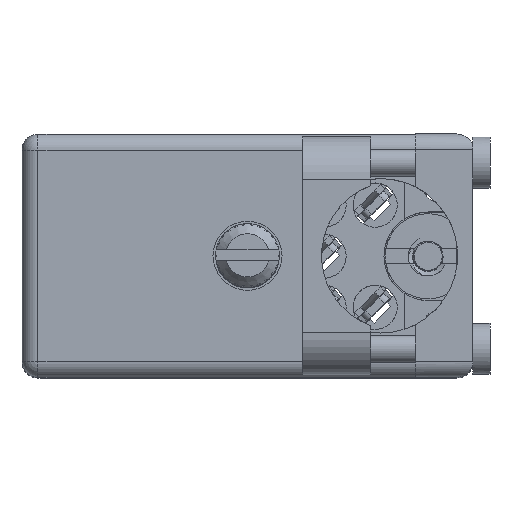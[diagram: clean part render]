
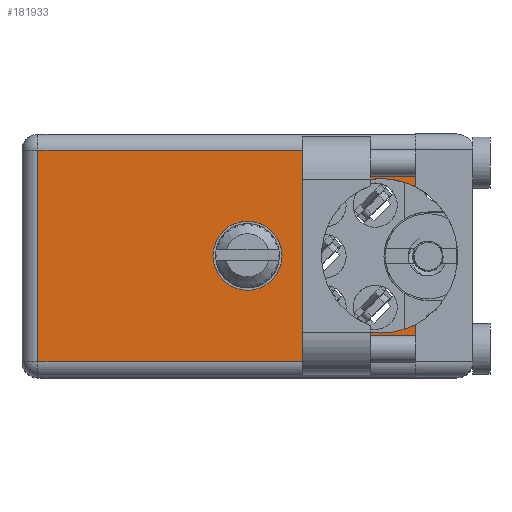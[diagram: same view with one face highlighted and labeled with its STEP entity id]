
A CAD part, top view. The second image highlights one B-rep face of the part: STEP entity #181933.
In plain terms, the highlighted face is planar.
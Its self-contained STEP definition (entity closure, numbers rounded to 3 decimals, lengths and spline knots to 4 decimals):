
#638 = CARTESIAN_POINT ( 'NONE',  ( 0.047, 0.906, -0.715 ) ) ;
#2633 = DIRECTION ( 'NONE',  ( 0., 0., 1. ) ) ;
#2743 = VERTEX_POINT ( 'NONE', #129155 ) ;
#3596 = CARTESIAN_POINT ( 'NONE',  ( 1.155, 0.906, 0. ) ) ;
#4040 = DIRECTION ( 'NONE',  ( 0., 1., 0. ) ) ;
#4271 = VECTOR ( 'NONE', #2633, 39.3701 ) ;
#8374 = DIRECTION ( 'NONE',  ( 0., 0., 1. ) ) ;
#9600 = CARTESIAN_POINT ( 'NONE',  ( 0., 0.906, -0.668 ) ) ;
#9663 = ORIENTED_EDGE ( 'NONE', *, *, #15413, .F. ) ;
#9973 = CIRCLE ( 'NONE', #57146, 0.227 ) ;
#11634 = CARTESIAN_POINT ( 'NONE',  ( 1.155, 0.906, -0.047 ) ) ;
#11755 = DIRECTION ( 'NONE',  ( 0., 0., 1. ) ) ;
#15413 = EDGE_CURVE ( 'NONE', #68867, #30354, #50696, .T. ) ;
#19080 = CARTESIAN_POINT ( 'NONE',  ( 0.6625, 0.906, -0.256 ) ) ;
#19258 = CIRCLE ( 'NONE', #128987, 0.1015 ) ;
#21289 = ORIENTED_EDGE ( 'NONE', *, *, #109604, .T. ) ;
#29024 = EDGE_CURVE ( 'NONE', #2743, #131102, #119484, .T. ) ;
#30354 = VERTEX_POINT ( 'NONE', #81803 ) ;
#30398 = VECTOR ( 'NONE', #165967, 39.3701 ) ;
#33535 = DIRECTION ( 'NONE',  ( 0., 0., 1. ) ) ;
#34986 = VERTEX_POINT ( 'NONE', #129726 ) ;
#37930 = VERTEX_POINT ( 'NONE', #108234 ) ;
#40427 = CARTESIAN_POINT ( 'NONE',  ( 1.053, 0.906, -0.3575 ) ) ;
#43516 = EDGE_CURVE ( 'NONE', #34986, #97893, #81163, .T. ) ;
#44776 = DIRECTION ( 'NONE',  ( 0., 1., 0. ) ) ;
#44990 = VERTEX_POINT ( 'NONE', #11634 ) ;
#50696 = CIRCLE ( 'NONE', #110195, 0.227 ) ;
#50724 = CARTESIAN_POINT ( 'NONE',  ( 1.155, 0.906, -0.5603 ) ) ;
#51702 = DIRECTION ( 'NONE',  ( 0., 1., 0. ) ) ;
#55868 = DIRECTION ( 'NONE',  ( 0., 0., 1. ) ) ;
#57146 = AXIS2_PLACEMENT_3D ( 'NONE', #179449, #74448, #55868 ) ;
#60238 = VECTOR ( 'NONE', #86218, 39.3701 ) ;
#60383 = AXIS2_PLACEMENT_3D ( 'NONE', #83056, #51702, #8374 ) ;
#68867 = VERTEX_POINT ( 'NONE', #132215 ) ;
#72620 = CARTESIAN_POINT ( 'NONE',  ( 1.053, 0.906, -0.3575 ) ) ;
#74448 = DIRECTION ( 'NONE',  ( 0., 1., 0. ) ) ;
#76476 = EDGE_LOOP ( 'NONE', ( #167610, #192157, #114798, #21289, #174208, #9663, #112332, #165416 ) ) ;
#80492 = EDGE_LOOP ( 'NONE', ( #102802, #156643 ) ) ;
#81163 = LINE ( 'NONE', #3596, #4271 ) ;
#81803 = CARTESIAN_POINT ( 'NONE',  ( 1.155, 0.906, -0.1547 ) ) ;
#83056 = CARTESIAN_POINT ( 'NONE',  ( 0.6625, 0.906, -0.3575 ) ) ;
#84859 = CARTESIAN_POINT ( 'NONE',  ( 0.047, 0.906, -0.047 ) ) ;
#86218 = DIRECTION ( 'NONE',  ( -1., 0., 0. ) ) ;
#86402 = DIRECTION ( 'NONE',  ( 0., 1., 0. ) ) ;
#88210 = EDGE_CURVE ( 'NONE', #168246, #68867, #9973, .T. ) ;
#96608 = CIRCLE ( 'NONE', #134294, 0.227 ) ;
#97311 = EDGE_CURVE ( 'NONE', #34986, #2743, #144129, .T. ) ;
#97893 = VERTEX_POINT ( 'NONE', #50724 ) ;
#97977 = EDGE_CURVE ( 'NONE', #142238, #37930, #116775, .T. ) ;
#100314 = DIRECTION ( 'NONE',  ( 0., 1., 0. ) ) ;
#102354 = EDGE_CURVE ( 'NONE', #30354, #44990, #193532, .T. ) ;
#102802 = ORIENTED_EDGE ( 'NONE', *, *, #97977, .F. ) ;
#105606 = DIRECTION ( 'NONE',  ( 0., 0., 1. ) ) ;
#106117 = CARTESIAN_POINT ( 'NONE',  ( 1.155, 0.906, -0.047 ) ) ;
#108234 = CARTESIAN_POINT ( 'NONE',  ( 0.6625, 0.906, -0.459 ) ) ;
#109604 = EDGE_CURVE ( 'NONE', #131102, #44990, #167874, .T. ) ;
#110195 = AXIS2_PLACEMENT_3D ( 'NONE', #40427, #100314, #145435 ) ;
#112332 = ORIENTED_EDGE ( 'NONE', *, *, #88210, .F. ) ;
#114798 = ORIENTED_EDGE ( 'NONE', *, *, #29024, .T. ) ;
#115560 = DIRECTION ( 'NONE',  ( 0., 0., 1. ) ) ;
#116775 = CIRCLE ( 'NONE', #60383, 0.1015 ) ;
#119354 = FACE_OUTER_BOUND ( 'NONE', #76476, .T. ) ;
#119484 = LINE ( 'NONE', #638, #131072 ) ;
#120315 = FACE_BOUND ( 'NONE', #80492, .T. ) ;
#128987 = AXIS2_PLACEMENT_3D ( 'NONE', #168010, #4040, #33535 ) ;
#129155 = CARTESIAN_POINT ( 'NONE',  ( 0.047, 0.906, -0.668 ) ) ;
#129726 = CARTESIAN_POINT ( 'NONE',  ( 1.155, 0.906, -0.668 ) ) ;
#131072 = VECTOR ( 'NONE', #115560, 39.3701 ) ;
#131102 = VERTEX_POINT ( 'NONE', #84859 ) ;
#132215 = CARTESIAN_POINT ( 'NONE',  ( 1.053, 0.906, -0.1305 ) ) ;
#134294 = AXIS2_PLACEMENT_3D ( 'NONE', #72620, #86402, #11755 ) ;
#136586 = CARTESIAN_POINT ( 'NONE',  ( 1.155, 0.906, 0. ) ) ;
#137345 = CARTESIAN_POINT ( 'NONE',  ( 1.053, 0.906, -0.5845 ) ) ;
#142238 = VERTEX_POINT ( 'NONE', #19080 ) ;
#144129 = LINE ( 'NONE', #9600, #60238 ) ;
#145435 = DIRECTION ( 'NONE',  ( 0., 0., 1. ) ) ;
#150830 = EDGE_CURVE ( 'NONE', #97893, #168246, #96608, .T. ) ;
#156643 = ORIENTED_EDGE ( 'NONE', *, *, #170179, .F. ) ;
#158863 = VECTOR ( 'NONE', #166996, 39.3701 ) ;
#165416 = ORIENTED_EDGE ( 'NONE', *, *, #150830, .F. ) ;
#165967 = DIRECTION ( 'NONE',  ( 1., 0., 0. ) ) ;
#166414 = PLANE ( 'NONE',  #191726 ) ;
#166996 = DIRECTION ( 'NONE',  ( 0., 0., 1. ) ) ;
#167610 = ORIENTED_EDGE ( 'NONE', *, *, #43516, .F. ) ;
#167874 = LINE ( 'NONE', #106117, #30398 ) ;
#168010 = CARTESIAN_POINT ( 'NONE',  ( 0.6625, 0.906, -0.3575 ) ) ;
#168246 = VERTEX_POINT ( 'NONE', #137345 ) ;
#170179 = EDGE_CURVE ( 'NONE', #37930, #142238, #19258, .T. ) ;
#174208 = ORIENTED_EDGE ( 'NONE', *, *, #102354, .F. ) ;
#179208 = CARTESIAN_POINT ( 'NONE',  ( 0., 0.906, -0.715 ) ) ;
#179449 = CARTESIAN_POINT ( 'NONE',  ( 1.053, 0.906, -0.3575 ) ) ;
#181933 = ADVANCED_FACE ( 'NONE', ( #119354, #120315 ), #166414, .T. ) ;
#191726 = AXIS2_PLACEMENT_3D ( 'NONE', #179208, #44776, #105606 ) ;
#192157 = ORIENTED_EDGE ( 'NONE', *, *, #97311, .T. ) ;
#193532 = LINE ( 'NONE', #136586, #158863 ) ;
